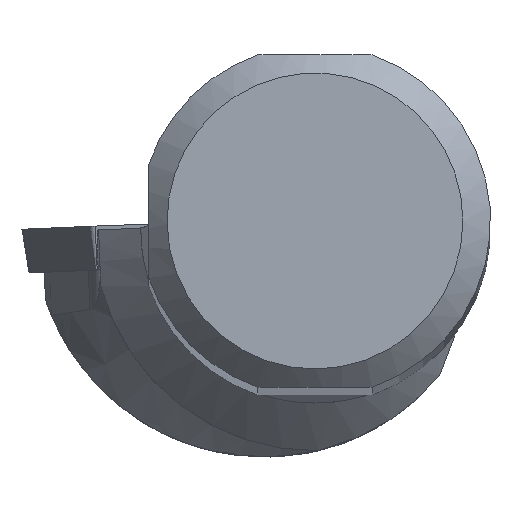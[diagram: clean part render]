
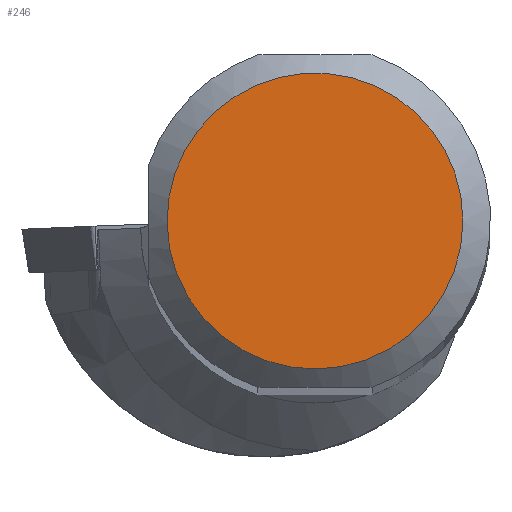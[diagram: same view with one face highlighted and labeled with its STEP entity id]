
A CAD part, top view. The second image highlights one B-rep face of the part: STEP entity #246.
In plain terms, the highlighted planar face has unit normal (0, 0, 1).
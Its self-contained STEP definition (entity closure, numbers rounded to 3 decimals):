
#182=FACE_OUTER_BOUND('',#507,.T.);
#246=ADVANCED_FACE('CU_SU_BP3',(#182),#290,.T.);
#290=PLANE('',#1417);
#507=EDGE_LOOP('',(#736));
#736=ORIENTED_EDGE('',*,*,#1135,.T.);
#989=VERTEX_POINT('',#2318);
#1135=EDGE_CURVE('',#989,#989,#1213,.T.);
#1213=CIRCLE('',#1416,8.016);
#1416=AXIS2_PLACEMENT_3D('',#2317,#1703,#1704);
#1417=AXIS2_PLACEMENT_3D('',#2319,#1705,#1706);
#1703=DIRECTION('',(0.,0.,1.));
#1704=DIRECTION('',(1.,0.,0.));
#1705=DIRECTION('',(0.,0.,1.));
#1706=DIRECTION('',(1.,0.,0.));
#2317=CARTESIAN_POINT('',(0.,0.,0.));
#2318=CARTESIAN_POINT('',(8.016,0.,0.));
#2319=CARTESIAN_POINT('',(0.,0.,
0.));
